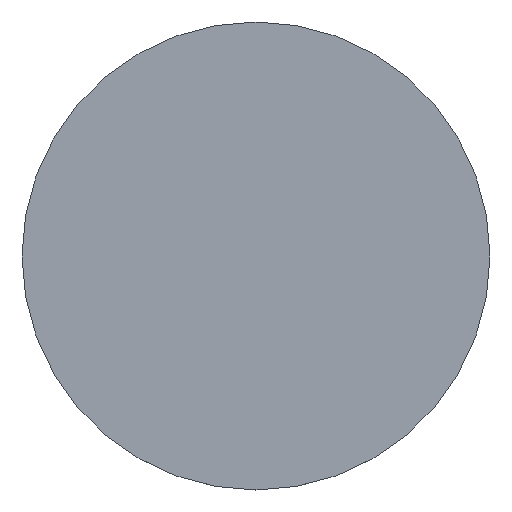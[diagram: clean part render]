
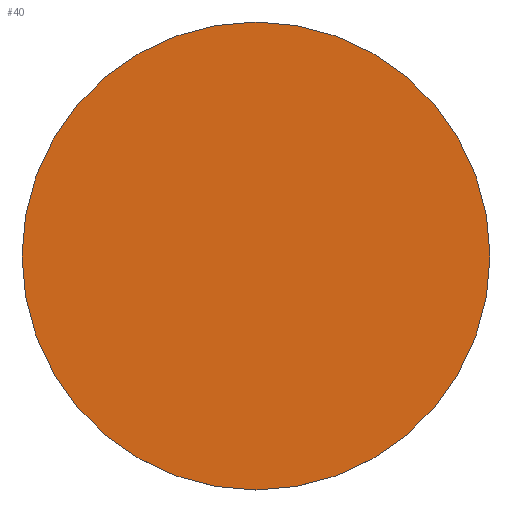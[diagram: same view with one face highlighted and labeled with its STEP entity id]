
A CAD part, top view. The second image highlights one B-rep face of the part: STEP entity #40.
In plain terms, the highlighted planar face has unit normal (0, 0, 1).
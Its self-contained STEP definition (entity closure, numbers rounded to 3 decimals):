
#1 = CIRCLE ( 'NONE', #20, 0.75 ) ;
#2 = DIRECTION ( 'NONE',  ( 1., 0., 0. ) ) ;
#4 = CARTESIAN_POINT ( 'NONE',  ( -0.75, 0., 0.02 ) ) ;
#13 = AXIS2_PLACEMENT_3D ( 'NONE', #84, #74, #2 ) ;
#14 = ORIENTED_EDGE ( 'NONE', *, *, #18, .T. ) ;
#18 = EDGE_CURVE ( 'NONE', #52, #62, #1, .T. ) ;
#20 = AXIS2_PLACEMENT_3D ( 'NONE', #121, #112, #29 ) ;
#29 = DIRECTION ( 'NONE',  ( 1., 0., 0. ) ) ;
#40 = ADVANCED_FACE ( 'NONE', ( #132 ), #102, .T. ) ;
#52 = VERTEX_POINT ( 'NONE', #101 ) ;
#55 = DIRECTION ( 'NONE',  ( 1., 0., 0. ) ) ;
#62 = VERTEX_POINT ( 'NONE', #4 ) ;
#73 = CARTESIAN_POINT ( 'NONE',  ( 0., 0., 0.02 ) ) ;
#74 = DIRECTION ( 'NONE',  ( 0., 0., 1. ) ) ;
#84 = CARTESIAN_POINT ( 'NONE',  ( 0., 0., 0.02 ) ) ;
#88 = DIRECTION ( 'NONE',  ( 0., 0., 1. ) ) ;
#92 = ORIENTED_EDGE ( 'NONE', *, *, #96, .T. ) ;
#96 = EDGE_CURVE ( 'NONE', #62, #52, #98, .T. ) ;
#98 = CIRCLE ( 'NONE', #13, 0.75 ) ;
#99 = AXIS2_PLACEMENT_3D ( 'NONE', #73, #88, #55 ) ;
#101 = CARTESIAN_POINT ( 'NONE',  ( 0.75, 0., 0.02 ) ) ;
#102 = PLANE ( 'NONE',  #99 ) ;
#109 = EDGE_LOOP ( 'NONE', ( #92, #14 ) ) ;
#112 = DIRECTION ( 'NONE',  ( 0., 0., 1. ) ) ;
#121 = CARTESIAN_POINT ( 'NONE',  ( 0., 0., 0.02 ) ) ;
#132 = FACE_OUTER_BOUND ( 'NONE', #109, .T. ) ;
